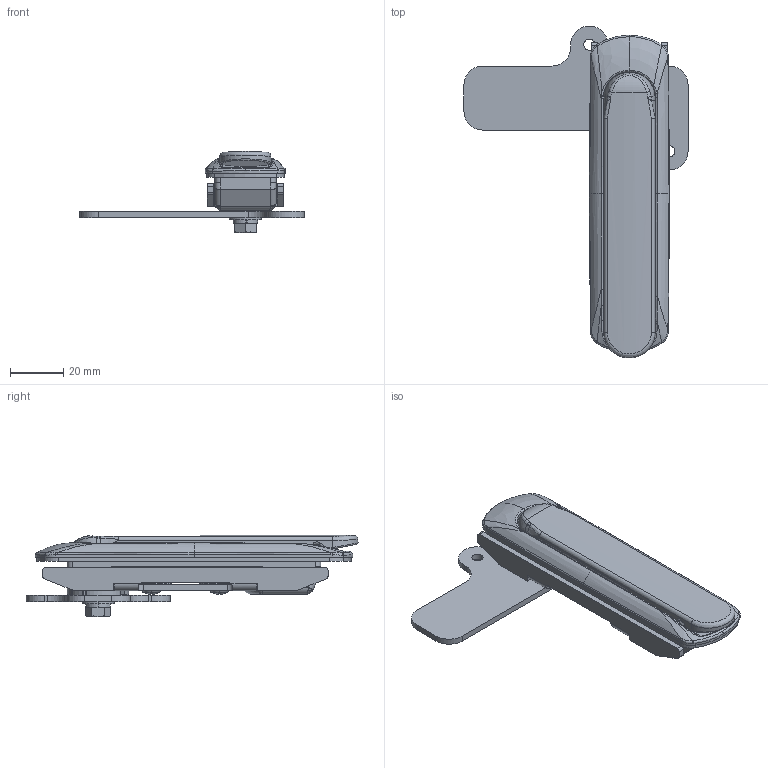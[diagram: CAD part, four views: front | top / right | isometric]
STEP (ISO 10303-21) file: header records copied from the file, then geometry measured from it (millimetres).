
FILE_DESCRIPTION (( 'STEP AP203' ), '1' );
FILE_NAME ('A-464-2-2.STEP', '2020-12-07T07:59:52', ( '' ), ( '' ), 'SwSTEP 2.0', 'SolidWorks 2018', '' );
FILE_SCHEMA (( 'CONFIG_CONTROL_DESIGN' ));
Length unit declared in the file: millimetre
Products named in the file (11): A-464-2_stopper; A-464-2_handle__A-464-2-2; A-464-2_SP packing_assy; A-464-2_axis of rotation; A-464-2_bolt_ver1.06_M5x10十字穴付六角ボルト(鉄)ダブルセムス(P3)旧JIS; A-464-2_pin_; A-464-2_screw_ver1.04_M4x10十字穴付なべ小ねじ(鉄)SWシングルセムス(P2); A-464-2_mounting plate; AC-25-E-3,-4_AC-25-E-4; A-464-2_body_; A-464-2-2
Assembly tree (11 placements, depth 2):
  A-464-2-2
    A-464-2_body_
    A-464-2_axis of rotation
    A-464-2_pin_
    A-464-2_handle__A-464-2-2
    A-464-2_stopper
    A-464-2_mounting plate
    AC-25-E-3,-4_AC-25-E-4
    A-464-2_SP packing_assy
    A-464-2_bolt_ver1.06_M5x10十字穴付六角ボルト(鉄)ダブルセムス(P3)旧JIS
    A-464-2_screw_ver1.04_M4x10十字穴付なべ小ねじ(鉄)SWシングルセムス(P2)  x2
Bounding box: 84 x 124.49 x 30.4 mm (x, y, z)
Volume: 49306.1 mm3; surface area: 36721.2 mm2
Topology: 11 solids, 11 shells, 645 faces, 1655 edges, 1029 vertices
Faces by surface type: cylinder 248, plane 229, bspline 92, cone 36, torus 32, sphere 8
Entity records: 23955 total; most frequent: CARTESIAN_POINT 8788, ORIENTED_EDGE 3056, DIRECTION 2790, EDGE_CURVE 1528, AXIS2_PLACEMENT_3D 1051, VERTEX_POINT 959, LINE 688, VECTOR 688
